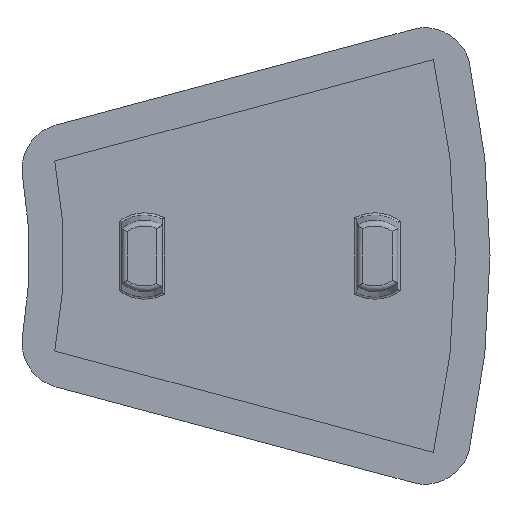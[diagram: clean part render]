
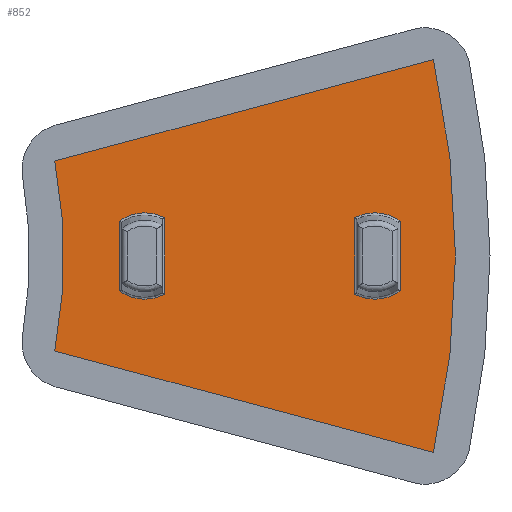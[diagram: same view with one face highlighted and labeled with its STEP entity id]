
A CAD part, front view. The second image highlights one B-rep face of the part: STEP entity #852.
In plain terms, the highlighted planar face has unit normal (0, -1, 0).
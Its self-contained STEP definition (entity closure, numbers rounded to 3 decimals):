
#20=FACE_BOUND('',#174,.T.);
#21=FACE_BOUND('',#175,.T.);
#30=PLANE('',#967);
#119=FACE_OUTER_BOUND('',#173,.T.);
#173=EDGE_LOOP('',(#696,#697,#698,#699));
#174=EDGE_LOOP('',(#700,#701,#702,#703));
#175=EDGE_LOOP('',(#704,#705,#706,#707));
#234=CIRCLE('',#962,43.);
#235=CIRCLE('',#965,77.);
#236=CIRCLE('',#968,3.75);
#237=CIRCLE('',#969,3.75);
#238=CIRCLE('',#970,3.75);
#239=CIRCLE('',#971,3.75);
#271=LINE('',#1602,#317);
#273=LINE('',#1608,#319);
#274=LINE('',#1614,#320);
#275=LINE('',#1617,#321);
#276=LINE('',#1622,#322);
#277=LINE('',#1625,#323);
#317=VECTOR('',#1169,1000.);
#319=VECTOR('',#1177,1000.);
#320=VECTOR('',#1182,1000.);
#321=VECTOR('',#1185,1000.);
#322=VECTOR('',#1188,1000.);
#323=VECTOR('',#1191,1000.);
#400=VERTEX_POINT('',#1594);
#401=VERTEX_POINT('',#1596);
#402=VERTEX_POINT('',#1600);
#403=VERTEX_POINT('',#1604);
#404=VERTEX_POINT('',#1610);
#405=VERTEX_POINT('',#1611);
#406=VERTEX_POINT('',#1613);
#407=VERTEX_POINT('',#1615);
#408=VERTEX_POINT('',#1618);
#409=VERTEX_POINT('',#1619);
#410=VERTEX_POINT('',#1621);
#411=VERTEX_POINT('',#1623);
#505=EDGE_CURVE('',#401,#400,#234,.T.);
#508=EDGE_CURVE('',#402,#400,#271,.T.);
#510=EDGE_CURVE('',#403,#402,#235,.T.);
#511=EDGE_CURVE('',#401,#403,#273,.T.);
#512=EDGE_CURVE('',#404,#405,#236,.T.);
#513=EDGE_CURVE('',#405,#406,#274,.T.);
#514=EDGE_CURVE('',#406,#407,#237,.T.);
#515=EDGE_CURVE('',#407,#404,#275,.F.);
#516=EDGE_CURVE('',#408,#409,#238,.T.);
#517=EDGE_CURVE('',#409,#410,#276,.T.);
#518=EDGE_CURVE('',#410,#411,#239,.T.);
#519=EDGE_CURVE('',#411,#408,#277,.F.);
#696=ORIENTED_EDGE('',*,*,#505,.T.);
#697=ORIENTED_EDGE('',*,*,#508,.F.);
#698=ORIENTED_EDGE('',*,*,#510,.F.);
#699=ORIENTED_EDGE('',*,*,#511,.F.);
#700=ORIENTED_EDGE('',*,*,#512,.T.);
#701=ORIENTED_EDGE('',*,*,#513,.T.);
#702=ORIENTED_EDGE('',*,*,#514,.T.);
#703=ORIENTED_EDGE('',*,*,#515,.T.);
#704=ORIENTED_EDGE('',*,*,#516,.T.);
#705=ORIENTED_EDGE('',*,*,#517,.T.);
#706=ORIENTED_EDGE('',*,*,#518,.T.);
#707=ORIENTED_EDGE('',*,*,#519,.T.);
#852=ADVANCED_FACE('',(#119,#20,#21),#30,.F.);
#962=AXIS2_PLACEMENT_3D('',#1597,#1163,#1164);
#965=AXIS2_PLACEMENT_3D('',#1606,#1173,#1174);
#967=AXIS2_PLACEMENT_3D('',#1609,#1178,#1179);
#968=AXIS2_PLACEMENT_3D('',#1612,#1180,#1181);
#969=AXIS2_PLACEMENT_3D('',#1616,#1183,#1184);
#970=AXIS2_PLACEMENT_3D('',#1620,#1186,#1187);
#971=AXIS2_PLACEMENT_3D('',#1624,#1189,#1190);
#1163=DIRECTION('center_axis',(0.,1.,0.));
#1164=DIRECTION('ref_axis',(1.,0.,0.));
#1169=DIRECTION('',(-0.966,0.,0.259));
#1173=DIRECTION('center_axis',(0.,1.,0.));
#1174=DIRECTION('ref_axis',(1.,0.,0.));
#1177=DIRECTION('',(0.966,0.,0.259));
#1178=DIRECTION('center_axis',(0.,1.,0.));
#1179=DIRECTION('ref_axis',(0.,0.,1.));
#1180=DIRECTION('center_axis',(0.,1.,0.));
#1181=DIRECTION('ref_axis',(0.,0.,1.));
#1182=DIRECTION('',(0.,0.,-1.));
#1183=DIRECTION('center_axis',(0.,1.,0.));
#1184=DIRECTION('ref_axis',(0.,0.,1.));
#1185=DIRECTION('',(0.,0.,-1.));
#1186=DIRECTION('center_axis',(0.,1.,0.));
#1187=DIRECTION('ref_axis',(0.,0.,1.));
#1188=DIRECTION('',(0.,0.,-1.));
#1189=DIRECTION('center_axis',(0.,1.,0.));
#1190=DIRECTION('ref_axis',(0.,0.,1.));
#1191=DIRECTION('',(0.,0.,-1.));
#1594=CARTESIAN_POINT('',(-17.799,-3.,-8.25));
#1596=CARTESIAN_POINT('',(-17.799,-3.,8.25));
#1597=CARTESIAN_POINT('Origin',(-60.,-3.,0.));
#1600=CARTESIAN_POINT('',(15.086,-3.,-17.061));
#1602=CARTESIAN_POINT('',(15.086,-3.,-17.061));
#1604=CARTESIAN_POINT('',(15.086,-3.,17.061));
#1606=CARTESIAN_POINT('Origin',(-60.,-3.,0.));
#1608=CARTESIAN_POINT('',(-17.799,-3.,8.25));
#1609=CARTESIAN_POINT('Origin',(-60.,-3.,0.));
#1610=CARTESIAN_POINT('',(8.25,-3.,3.317));
#1611=CARTESIAN_POINT('',(12.2,-3.,3.037));
#1612=CARTESIAN_POINT('Origin',(10.,-3.,0.));
#1613=CARTESIAN_POINT('',(12.2,-3.,-3.037));
#1614=CARTESIAN_POINT('',(12.2,-3.,0.));
#1615=CARTESIAN_POINT('',(8.25,-3.,-3.317));
#1616=CARTESIAN_POINT('Origin',(10.,-3.,0.));
#1617=CARTESIAN_POINT('',(8.25,-3.,0.));
#1618=CARTESIAN_POINT('',(-12.2,-3.,3.037));
#1619=CARTESIAN_POINT('',(-8.25,-3.,3.317));
#1620=CARTESIAN_POINT('Origin',(-10.,-3.,0.));
#1621=CARTESIAN_POINT('',(-8.25,-3.,-3.317));
#1622=CARTESIAN_POINT('',(-8.25,-3.,0.));
#1623=CARTESIAN_POINT('',(-12.2,-3.,-3.037));
#1624=CARTESIAN_POINT('Origin',(-10.,-3.,0.));
#1625=CARTESIAN_POINT('',(-12.2,-3.,0.));
